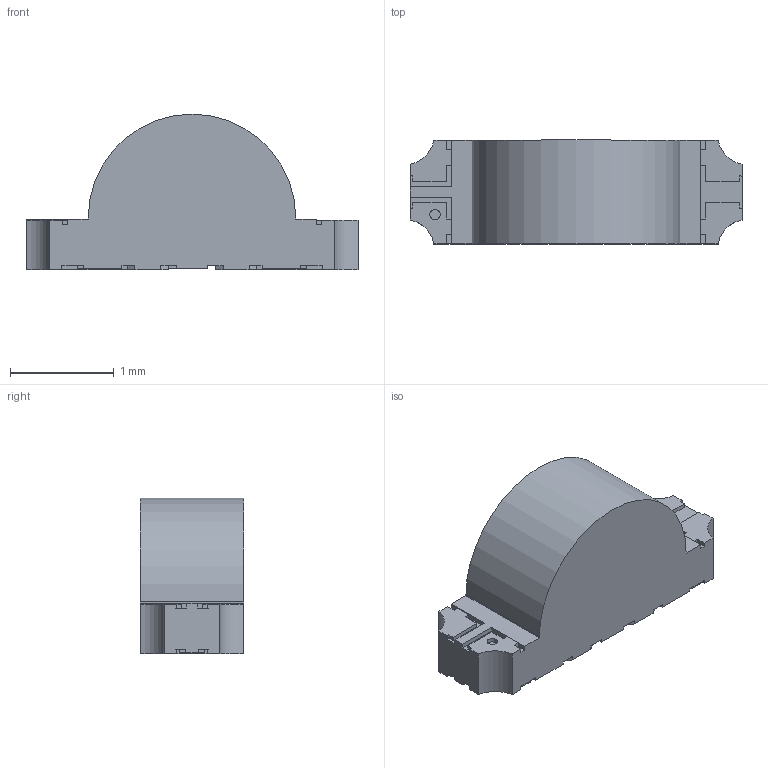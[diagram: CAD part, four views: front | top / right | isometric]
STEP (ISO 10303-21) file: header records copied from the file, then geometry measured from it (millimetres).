
FILE_DESCRIPTION((''),'2;1');
FILE_NAME('4500587100431','2024-06-10T08:47:43',('JGoswami'),(''),'CREO PARAMETRIC BY PTC INC, 2021304','CREO PARAMETRIC BY PTC INC, 2021304','');
FILE_SCHEMA(('CONFIG_CONTROL_DESIGN'));
Length unit declared in the file: inch
Products named in the file (1): 4500587100431
Bounding box: 3.2 x 1 x 1.5 mm (x, y, z)
Volume: 3 mm3; surface area: 15 mm2
Topology: 1 solids, 1 shells, 137 faces, 402 edges, 268 vertices
Faces by surface type: plane 118, cylinder 19
Entity records: 4534 total; most frequent: CARTESIAN_POINT 807, ORIENTED_EDGE 804, DIRECTION 714, EDGE_CURVE 402, VECTOR 364, LINE 364, VERTEX_POINT 268, AXIS2_PLACEMENT_3D 175
